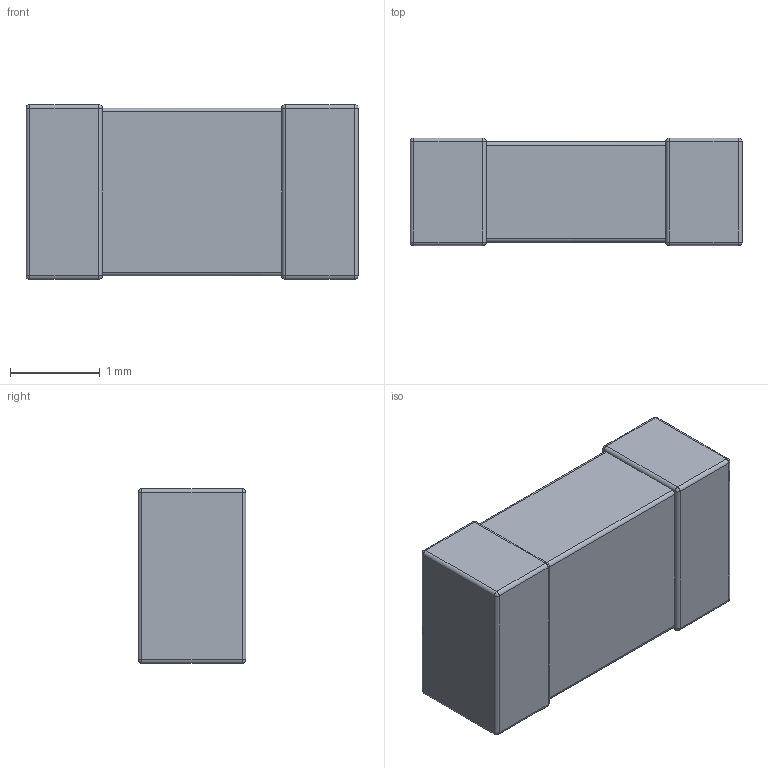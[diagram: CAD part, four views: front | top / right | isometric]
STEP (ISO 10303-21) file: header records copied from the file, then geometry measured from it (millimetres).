
FILE_DESCRIPTION(('STEP AP214'),'1');
FILE_NAME('c1206x560jdgactu.stp','2019-10-28T15:28:43',('TraceParts'),('TraceParts S.A.'),'Spatial InterOp 3D',' ',' ');
FILE_SCHEMA(('AUTOMOTIVE_DESIGN { 1 0 10303 214 1 1 1 1 }'));
Length unit declared in the file: millimetre
Products named in the file (1): c1206x560jdgactu_1
Bounding box: 3.7 x 1.2 x 1.95 mm (x, y, z)
Volume: 8.1 mm3; surface area: 27.6 mm2
Topology: 4 solids, 4 shells, 127 faces, 309 edges, 174 vertices
Faces by surface type: plane 71, cylinder 40, sphere 16
Entity records: 4672 total; most frequent: CARTESIAN_POINT 766, ORIENTED_EDGE 586, DIRECTION 579, EDGE_CURVE 293, LINE 221, VECTOR 221, AXIS2_PLACEMENT_3D 179, VERTEX_POINT 174
